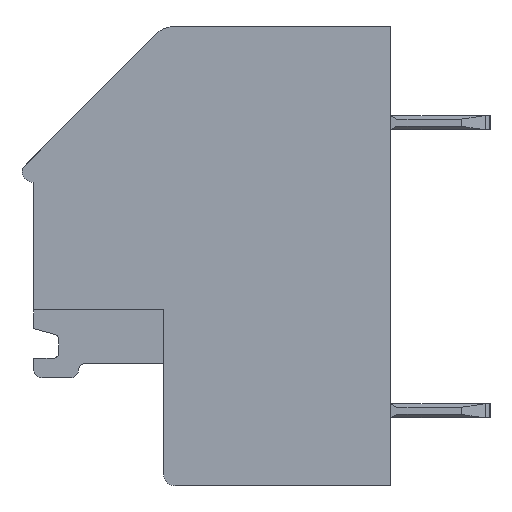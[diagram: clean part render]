
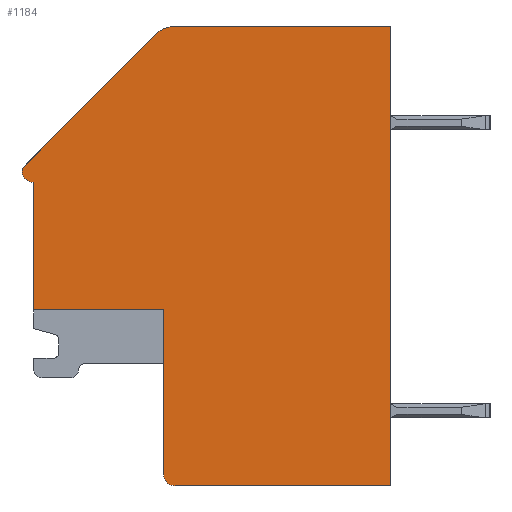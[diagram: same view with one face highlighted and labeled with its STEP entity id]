
A CAD part, left-side view. The second image highlights one B-rep face of the part: STEP entity #1184.
In plain terms, the highlighted planar face has unit normal (-1, 0, 0).
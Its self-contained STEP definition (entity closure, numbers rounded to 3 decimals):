
#1184 = ADVANCED_FACE( '', ( #2434 ), #2435, .T. );
#2434 = FACE_OUTER_BOUND( '', #3755, .T. );
#2435 = PLANE( '', #3756 );
#3755 = EDGE_LOOP( '', ( #7225, #7226, #7227, #7228, #7229, #7230, #7231, #7232, #7233, #7234, #7235 ) );
#3756 = AXIS2_PLACEMENT_3D( '', #7236, #7237, #7238 );
#7225 = ORIENTED_EDGE( '', *, *, #8548, .F. );
#7226 = ORIENTED_EDGE( '', *, *, #9329, .T. );
#7227 = ORIENTED_EDGE( '', *, *, #8634, .F. );
#7228 = ORIENTED_EDGE( '', *, *, #9156, .F. );
#7229 = ORIENTED_EDGE( '', *, *, #9142, .T. );
#7230 = ORIENTED_EDGE( '', *, *, #9260, .F. );
#7231 = ORIENTED_EDGE( '', *, *, #8820, .F. );
#7232 = ORIENTED_EDGE( '', *, *, #9508, .T. );
#7233 = ORIENTED_EDGE( '', *, *, #9571, .T. );
#7234 = ORIENTED_EDGE( '', *, *, #9572, .F. );
#7235 = ORIENTED_EDGE( '', *, *, #8509, .F. );
#7236 = CARTESIAN_POINT( '', ( 0., 0.7, -15.177 ) );
#7237 = DIRECTION( '', ( -1., 0., 0. ) );
#7238 = DIRECTION( '', ( 0., -1., 0. ) );
#8509 = EDGE_CURVE( '', #10421, #10423, #10424, .T. );
#8548 = EDGE_CURVE( '', #10487, #10421, #10489, .T. );
#8634 = EDGE_CURVE( '', #10624, #10626, #10627, .T. );
#8820 = EDGE_CURVE( '', #10916, #10918, #10919, .T. );
#9142 = EDGE_CURVE( '', #11393, #11395, #11397, .T. );
#9156 = EDGE_CURVE( '', #11393, #10624, #11414, .T. );
#9260 = EDGE_CURVE( '', #10918, #11395, #11556, .T. );
#9329 = EDGE_CURVE( '', #10487, #10626, #11641, .T. );
#9508 = EDGE_CURVE( '', #10916, #11861, #11863, .T. );
#9571 = EDGE_CURVE( '', #11861, #11936, #11937, .T. );
#9572 = EDGE_CURVE( '', #10423, #11936, #11938, .T. );
#10421 = VERTEX_POINT( '', #13070 );
#10423 = VERTEX_POINT( '', #13073 );
#10424 = LINE( '', #13074, #13075 );
#10487 = VERTEX_POINT( '', #13166 );
#10489 = LINE( '', #13169, #13170 );
#10624 = VERTEX_POINT( '', #13361 );
#10626 = VERTEX_POINT( '', #13364 );
#10627 = LINE( '', #13365, #13366 );
#10916 = VERTEX_POINT( '', #13843 );
#10918 = VERTEX_POINT( '', #13846 );
#10919 = LINE( '', #13847, #13848 );
#11393 = VERTEX_POINT( '', #14534 );
#11395 = VERTEX_POINT( '', #14537 );
#11397 = CIRCLE( '', #14540, 0.4 );
#11414 = LINE( '', #14565, #14566 );
#11556 = LINE( '', #14834, #14835 );
#11641 = CIRCLE( '', #14958, 1. );
#11861 = VERTEX_POINT( '', #15338 );
#11863 = LINE( '', #15341, #15342 );
#11936 = VERTEX_POINT( '', #15507 );
#11937 = CIRCLE( '', #15508, 0.4 );
#11938 = LINE( '', #15509, #15510 );
#13070 = CARTESIAN_POINT( '', ( 0., 0., 0. ) );
#13073 = CARTESIAN_POINT( '', ( 0., 0., -16.2 ) );
#13074 = CARTESIAN_POINT( '', ( 0., 0., -0.37 ) );
#13075 = VECTOR( '', #16147, 1000. );
#13166 = CARTESIAN_POINT( '', ( 0., 7.586, 0. ) );
#13169 = CARTESIAN_POINT( '', ( 0., 8., 0. ) );
#13170 = VECTOR( '', #16186, 1000. );
#13361 = CARTESIAN_POINT( '', ( 0., 13., -5. ) );
#13364 = CARTESIAN_POINT( '', ( 0., 8.293, -0.293 ) );
#13365 = CARTESIAN_POINT( '', ( 0., 13., -5. ) );
#13366 = VECTOR( '', #16274, 1000. );
#13843 = CARTESIAN_POINT( '', ( 0., 8., -10. ) );
#13846 = CARTESIAN_POINT( '', ( 0., 12.6, -10. ) );
#13847 = CARTESIAN_POINT( '', ( 0., 6.5, -10. ) );
#13848 = VECTOR( '', #16440, 1000. );
#14534 = CARTESIAN_POINT( '', ( 0., 13., -5.1 ) );
#14537 = CARTESIAN_POINT( '', ( 0., 12.6, -5.5 ) );
#14540 = AXIS2_PLACEMENT_3D( '', #16799, #16800, #16801 );
#14565 = CARTESIAN_POINT( '', ( 0., 13., -5.5 ) );
#14566 = VECTOR( '', #16810, 1000. );
#14834 = CARTESIAN_POINT( '', ( 0., 12.6, -10. ) );
#14835 = VECTOR( '', #16907, 1000. );
#14958 = AXIS2_PLACEMENT_3D( '', #16961, #16962, #16963 );
#15338 = CARTESIAN_POINT( '', ( 0., 8., -15.8 ) );
#15341 = CARTESIAN_POINT( '', ( 0., 8., -8.1 ) );
#15342 = VECTOR( '', #17107, 1000. );
#15507 = CARTESIAN_POINT( '', ( 0., 7.6, -16.2 ) );
#15508 = AXIS2_PLACEMENT_3D( '', #17146, #17147, #17148 );
#15509 = CARTESIAN_POINT( '', ( 0., 0., -16.2 ) );
#15510 = VECTOR( '', #17149, 1000. );
#16147 = DIRECTION( '', ( 0., 0., -1. ) );
#16186 = DIRECTION( '', ( 0., -1., 0. ) );
#16274 = DIRECTION( '', ( 0., -0.707, 0.707 ) );
#16440 = DIRECTION( '', ( 0., 1., 0. ) );
#16799 = CARTESIAN_POINT( '', ( 0., 12.6, -5.1 ) );
#16800 = DIRECTION( '', ( -1., 0., 0. ) );
#16801 = DIRECTION( '', ( 0., 0., 1. ) );
#16810 = DIRECTION( '', ( 0., 0., 1. ) );
#16907 = DIRECTION( '', ( 0., 0., 1. ) );
#16961 = CARTESIAN_POINT( '', ( 0., 7.586, -1. ) );
#16962 = DIRECTION( '', ( -1., 0., 0. ) );
#16963 = DIRECTION( '', ( 0., 0., 1. ) );
#17107 = DIRECTION( '', ( 0., 0., -1. ) );
#17146 = CARTESIAN_POINT( '', ( 0., 7.6, -15.8 ) );
#17147 = DIRECTION( '', ( -1., 0., 0. ) );
#17148 = DIRECTION( '', ( 0., 0., 1. ) );
#17149 = DIRECTION( '', ( 0., 1., 0. ) );
